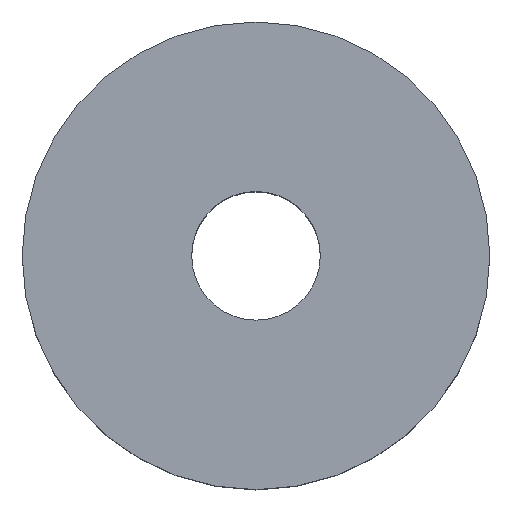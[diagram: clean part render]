
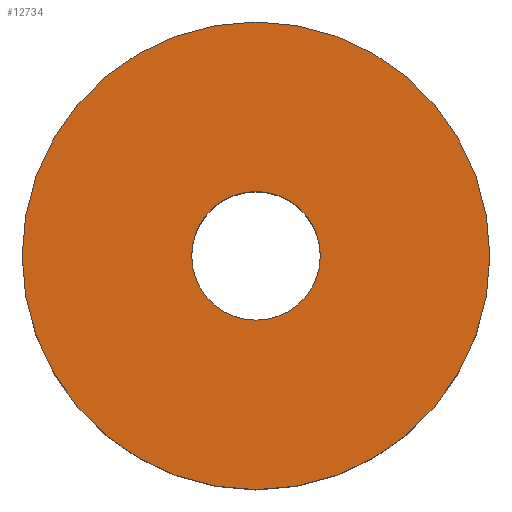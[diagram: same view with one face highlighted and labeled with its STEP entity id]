
A CAD part, top view. The second image highlights one B-rep face of the part: STEP entity #12734.
In plain terms, the highlighted planar face has unit normal (0, 0, 1).
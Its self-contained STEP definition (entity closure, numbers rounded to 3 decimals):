
#12433 = CYLINDRICAL_SURFACE('',#12434,11.);
#12434 = AXIS2_PLACEMENT_3D('',#12435,#12436,#12437);
#12435 = CARTESIAN_POINT('',(0.,0.,0.));
#12436 = DIRECTION('',(0.,0.,-1.));
#12437 = DIRECTION('',(1.,0.,0.));
#12466 = CYLINDRICAL_SURFACE('',#12467,40.);
#12467 = AXIS2_PLACEMENT_3D('',#12468,#12469,#12470);
#12468 = CARTESIAN_POINT('',(0.,0.,0.));
#12469 = DIRECTION('',(0.,0.,-1.));
#12470 = DIRECTION('',(1.,0.,0.));
#12635 = VERTEX_POINT('',#12636);
#12636 = CARTESIAN_POINT('',(11.,0.,30.));
#12657 = EDGE_CURVE('',#12635,#12635,#12658,.T.);
#12658 = SURFACE_CURVE('',#12659,(#12664,#12671),.PCURVE_S1.);
#12659 = CIRCLE('',#12660,11.);
#12660 = AXIS2_PLACEMENT_3D('',#12661,#12662,#12663);
#12661 = CARTESIAN_POINT('',(0.,0.,30.));
#12662 = DIRECTION('',(0.,0.,1.));
#12663 = DIRECTION('',(1.,0.,0.));
#12664 = PCURVE('',#12433,#12665);
#12665 = DEFINITIONAL_REPRESENTATION('',(#12666),#12670);
#12666 = LINE('',#12667,#12668);
#12667 = CARTESIAN_POINT('',(0.,-30.));
#12668 = VECTOR('',#12669,1.);
#12669 = DIRECTION('',(-1.,0.));
#12670 = ( GEOMETRIC_REPRESENTATION_CONTEXT(2) 
PARAMETRIC_REPRESENTATION_CONTEXT() REPRESENTATION_CONTEXT('2D SPACE',''
  ) );
#12671 = PCURVE('',#12672,#12677);
#12672 = PLANE('',#12673);
#12673 = AXIS2_PLACEMENT_3D('',#12674,#12675,#12676);
#12674 = CARTESIAN_POINT('',(0.,0.,30.));
#12675 = DIRECTION('',(0.,0.,1.));
#12676 = DIRECTION('',(1.,0.,0.));
#12677 = DEFINITIONAL_REPRESENTATION('',(#12678),#12682);
#12678 = CIRCLE('',#12679,11.);
#12679 = AXIS2_PLACEMENT_2D('',#12680,#12681);
#12680 = CARTESIAN_POINT('',(0.,0.));
#12681 = DIRECTION('',(1.,0.));
#12682 = ( GEOMETRIC_REPRESENTATION_CONTEXT(2) 
PARAMETRIC_REPRESENTATION_CONTEXT() REPRESENTATION_CONTEXT('2D SPACE',''
  ) );
#12689 = VERTEX_POINT('',#12690);
#12690 = CARTESIAN_POINT('',(40.,0.,30.));
#12711 = EDGE_CURVE('',#12689,#12689,#12712,.T.);
#12712 = SURFACE_CURVE('',#12713,(#12718,#12725),.PCURVE_S1.);
#12713 = CIRCLE('',#12714,40.);
#12714 = AXIS2_PLACEMENT_3D('',#12715,#12716,#12717);
#12715 = CARTESIAN_POINT('',(0.,0.,30.));
#12716 = DIRECTION('',(0.,0.,1.));
#12717 = DIRECTION('',(1.,0.,0.));
#12718 = PCURVE('',#12466,#12719);
#12719 = DEFINITIONAL_REPRESENTATION('',(#12720),#12724);
#12720 = LINE('',#12721,#12722);
#12721 = CARTESIAN_POINT('',(0.,-30.));
#12722 = VECTOR('',#12723,1.);
#12723 = DIRECTION('',(-1.,0.));
#12724 = ( GEOMETRIC_REPRESENTATION_CONTEXT(2) 
PARAMETRIC_REPRESENTATION_CONTEXT() REPRESENTATION_CONTEXT('2D SPACE',''
  ) );
#12725 = PCURVE('',#12672,#12726);
#12726 = DEFINITIONAL_REPRESENTATION('',(#12727),#12731);
#12727 = CIRCLE('',#12728,40.);
#12728 = AXIS2_PLACEMENT_2D('',#12729,#12730);
#12729 = CARTESIAN_POINT('',(0.,0.));
#12730 = DIRECTION('',(1.,0.));
#12731 = ( GEOMETRIC_REPRESENTATION_CONTEXT(2) 
PARAMETRIC_REPRESENTATION_CONTEXT() REPRESENTATION_CONTEXT('2D SPACE',''
  ) );
#12734 = ADVANCED_FACE('',(#12735,#12738),#12672,.T.);
#12735 = FACE_BOUND('',#12736,.T.);
#12736 = EDGE_LOOP('',(#12737));
#12737 = ORIENTED_EDGE('',*,*,#12711,.T.);
#12738 = FACE_BOUND('',#12739,.T.);
#12739 = EDGE_LOOP('',(#12740));
#12740 = ORIENTED_EDGE('',*,*,#12657,.F.);
